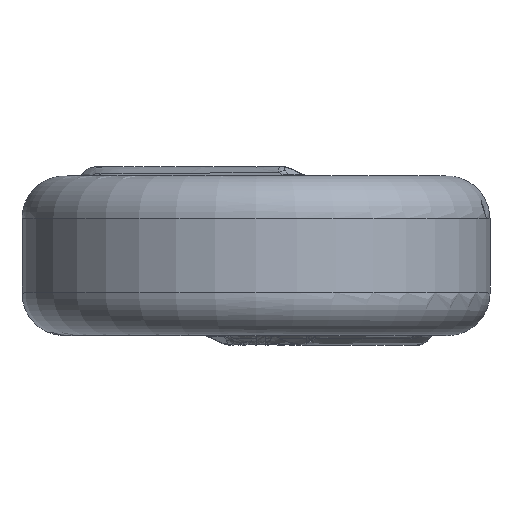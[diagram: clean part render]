
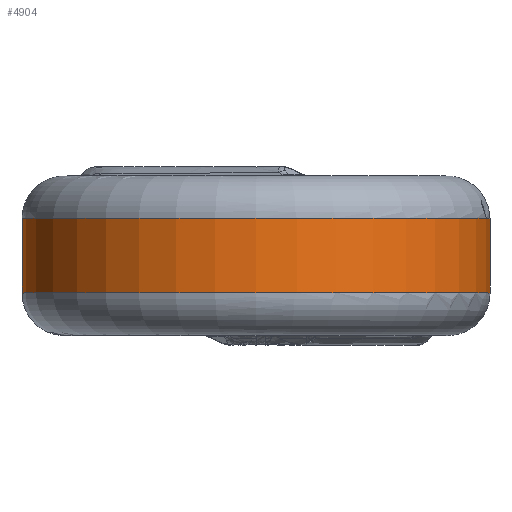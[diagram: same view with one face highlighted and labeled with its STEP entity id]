
A CAD part, top view. The second image highlights one B-rep face of the part: STEP entity #4904.
In plain terms, the highlighted cylindrical face has radius 5.5 mm (diameter 11 mm), a full revolution.
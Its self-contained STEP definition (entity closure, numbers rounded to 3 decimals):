
#35=CYLINDRICAL_SURFACE('',#5053,5.5);
#64=CIRCLE('',#5054,5.5);
#65=CIRCLE('',#5055,5.5);
#1409=ORIENTED_EDGE('',*,*,#2139,.T.);
#1410=ORIENTED_EDGE('',*,*,#2140,.T.);
#2139=EDGE_CURVE('',#2519,#2519,#64,.F.);
#2140=EDGE_CURVE('',#2520,#2520,#65,.T.);
#2519=VERTEX_POINT('',#11571);
#2520=VERTEX_POINT('',#11573);
#3022=EDGE_LOOP('',(#1409));
#3023=EDGE_LOOP('',(#1410));
#3244=FACE_BOUND('',#3022,.T.);
#3245=FACE_BOUND('',#3023,.T.);
#4904=ADVANCED_FACE('',(#3244,#3245),#35,.T.);
#5053=AXIS2_PLACEMENT_3D('',#11569,#5507,#5508);
#5054=AXIS2_PLACEMENT_3D('',#11570,#5509,#5510);
#5055=AXIS2_PLACEMENT_3D('',#11572,#5511,#5512);
#5507=DIRECTION('',(0.,1.,0.));
#5508=DIRECTION('',(0.,0.,1.));
#5509=DIRECTION('',(0.,1.,0.));
#5510=DIRECTION('',(0.,0.,1.));
#5511=DIRECTION('',(0.,1.,0.));
#5512=DIRECTION('',(0.,0.,1.));
#11569=CARTESIAN_POINT('',(0.,-1.875,0.));
#11570=CARTESIAN_POINT('',(0.,0.875,0.));
#11571=CARTESIAN_POINT('',(0.,0.875,5.5));
#11572=CARTESIAN_POINT('',(0.,-0.875,0.));
#11573=CARTESIAN_POINT('',(0.,-0.875,5.5));
